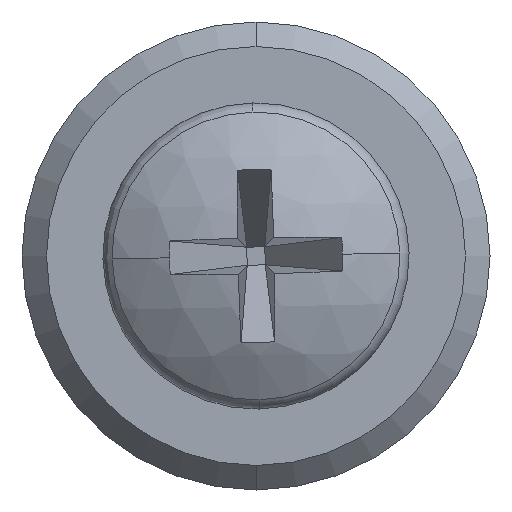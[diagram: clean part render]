
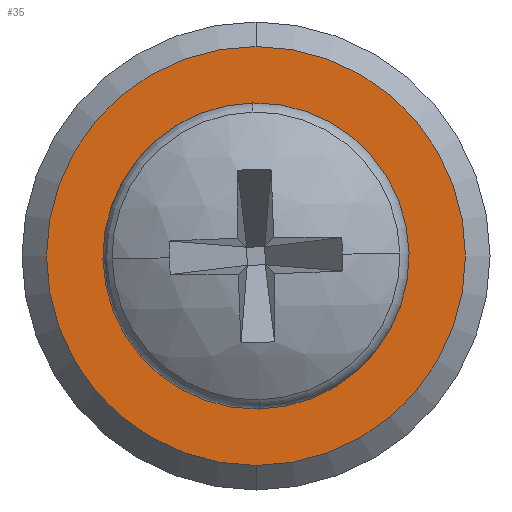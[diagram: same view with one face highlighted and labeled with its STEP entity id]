
A CAD part, front view. The second image highlights one B-rep face of the part: STEP entity #35.
In plain terms, the highlighted planar face has unit normal (0, -1, 0).
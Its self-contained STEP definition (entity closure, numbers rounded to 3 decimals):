
#35 = ADVANCED_FACE ( 'NONE', ( #1464, #1484 ), #404, .F. ) ;
#39 = DIRECTION ( 'NONE',  ( 0., -1., 0. ) ) ;
#43 = CARTESIAN_POINT ( 'NONE',  ( 0., 0., -2.553 ) ) ;
#72 = CARTESIAN_POINT ( 'NONE',  ( 0., 0., 0. ) ) ;
#96 = DIRECTION ( 'NONE',  ( 0., 0., -1. ) ) ;
#218 = CIRCLE ( 'NONE', #484, 2.553 ) ;
#228 = AXIS2_PLACEMENT_3D ( 'NONE', #1274, #39, #461 ) ;
#230 = DIRECTION ( 'NONE',  ( 0., -1., 0. ) ) ;
#280 = EDGE_CURVE ( 'NONE', #467, #425, #1210, .T. ) ;
#301 = ORIENTED_EDGE ( 'NONE', *, *, #280, .T. ) ;
#311 = DIRECTION ( 'NONE',  ( 0., 0., 1. ) ) ;
#344 = ORIENTED_EDGE ( 'NONE', *, *, #1139, .F. ) ;
#356 = CARTESIAN_POINT ( 'NONE',  ( 0., 0., 0. ) ) ;
#404 = PLANE ( 'NONE',  #1403 ) ;
#425 = VERTEX_POINT ( 'NONE', #1045 ) ;
#441 = DIRECTION ( 'NONE',  ( 0., 0., -1. ) ) ;
#444 = EDGE_LOOP ( 'NONE', ( #649, #344 ) ) ;
#461 = DIRECTION ( 'NONE',  ( 0., 0., 1. ) ) ;
#467 = VERTEX_POINT ( 'NONE', #839 ) ;
#484 = AXIS2_PLACEMENT_3D ( 'NONE', #1199, #230, #96 ) ;
#491 = VERTEX_POINT ( 'NONE', #806 ) ;
#530 = CIRCLE ( 'NONE', #228, 8.55 ) ;
#649 = ORIENTED_EDGE ( 'NONE', *, *, #1449, .F. ) ;
#788 = DIRECTION ( 'NONE',  ( 0., 1., 0. ) ) ;
#806 = CARTESIAN_POINT ( 'NONE',  ( 0., 0., 2.553 ) ) ;
#839 = CARTESIAN_POINT ( 'NONE',  ( 0., 0., -8.55 ) ) ;
#1004 = AXIS2_PLACEMENT_3D ( 'NONE', #1263, #1261, #1258 ) ;
#1026 = ORIENTED_EDGE ( 'NONE', *, *, #1517, .T. ) ;
#1045 = CARTESIAN_POINT ( 'NONE',  ( 0., 0., 8.55 ) ) ;
#1065 = VERTEX_POINT ( 'NONE', #43 ) ;
#1139 = EDGE_CURVE ( 'NONE', #491, #1065, #218, .T. ) ;
#1142 = CIRCLE ( 'NONE', #1245, 2.553 ) ;
#1162 = DIRECTION ( 'NONE',  ( 0., -1., 0. ) ) ;
#1199 = CARTESIAN_POINT ( 'NONE',  ( 0., 0., 0. ) ) ;
#1210 = CIRCLE ( 'NONE', #1004, 8.55 ) ;
#1245 = AXIS2_PLACEMENT_3D ( 'NONE', #356, #1162, #441 ) ;
#1258 = DIRECTION ( 'NONE',  ( 0., 0., 1. ) ) ;
#1261 = DIRECTION ( 'NONE',  ( 0., -1., 0. ) ) ;
#1263 = CARTESIAN_POINT ( 'NONE',  ( 0., 0., 0. ) ) ;
#1274 = CARTESIAN_POINT ( 'NONE',  ( 0., 0., 0. ) ) ;
#1382 = EDGE_LOOP ( 'NONE', ( #1026, #301 ) ) ;
#1403 = AXIS2_PLACEMENT_3D ( 'NONE', #72, #788, #311 ) ;
#1449 = EDGE_CURVE ( 'NONE', #1065, #491, #1142, .T. ) ;
#1464 = FACE_OUTER_BOUND ( 'NONE', #1382, .T. ) ;
#1484 = FACE_BOUND ( 'NONE', #444, .T. ) ;
#1517 = EDGE_CURVE ( 'NONE', #425, #467, #530, .T. ) ;
